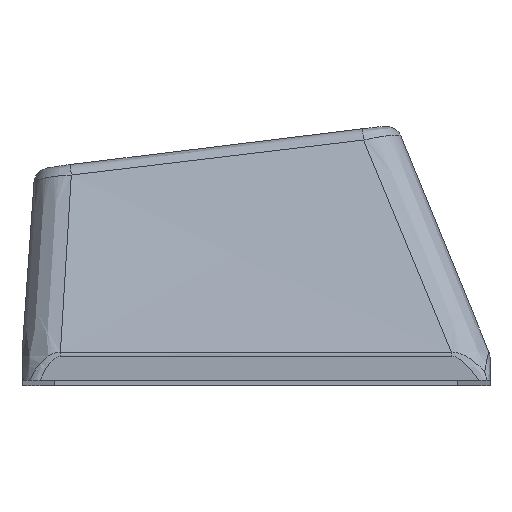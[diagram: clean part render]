
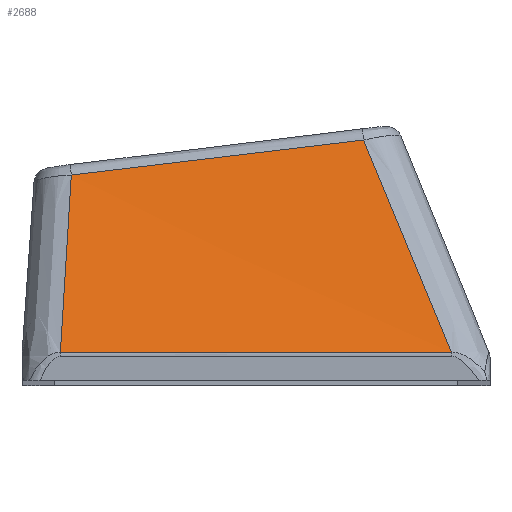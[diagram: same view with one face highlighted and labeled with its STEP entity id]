
A CAD part, top view. The second image highlights one B-rep face of the part: STEP entity #2688.
In plain terms, the highlighted free-form (B-spline) face has degree [3, 1] with [6, 2] control points.
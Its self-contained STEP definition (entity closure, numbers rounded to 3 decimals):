
#15 = CARTESIAN_POINT ( 'NONE',  ( -7.525, 0.079, 56.473 ) ) ;
#34 = B_SPLINE_CURVE_WITH_KNOTS ( 'NONE', 3,
 ( #452, #759, #4004, #1750, #1143, #825, #1788, #256, #1204, #2802, #2497, #3426, #1508 ),
 .UNSPECIFIED., .F., .F.,
 ( 4, 3, 3, 3, 4 ),
 ( 0., 0.001, 0.004, 0.006, 0.007 ),
 .UNSPECIFIED. ) ;
#220 = EDGE_CURVE ( 'NONE', #556, #3912, #34, .T. ) ;
#256 = CARTESIAN_POINT ( 'NONE',  ( -7.376, 2.454, 55.659 ) ) ;
#258 = CARTESIAN_POINT ( 'NONE',  ( 7.521, 0.068, 56.481 ) ) ;
#288 = CARTESIAN_POINT ( 'NONE',  ( -6.525, 0.078, 56.474 ) ) ;
#299 = CARTESIAN_POINT ( 'NONE',  ( -3.87, 7.72, 54. ) ) ;
#366 = CARTESIAN_POINT ( 'NONE',  ( -2.525, 0.075, 56.476 ) ) ;
#452 = CARTESIAN_POINT ( 'NONE',  ( -7.105, 6.904, 54.143 ) ) ;
#498 = CARTESIAN_POINT ( 'NONE',  ( 4.771, 6.723, 54.566 ) ) ;
#547 = EDGE_CURVE ( 'NONE', #1315, #556, #3382, .T. ) ;
#556 = VERTEX_POINT ( 'NONE', #1542 ) ;
#569 = CARTESIAN_POINT ( 'NONE',  ( 7.521, 0.068, 56.481 ) ) ;
#573 = CARTESIAN_POINT ( 'NONE',  ( -7.105, 6.904, 54.143 ) ) ;
#619 = CARTESIAN_POINT ( 'NONE',  ( -3., 0., 56.5 ) ) ;
#635 = B_SPLINE_CURVE_WITH_KNOTS ( 'NONE', 3,
 ( #1007, #1967, #1302, #288, #1328, #1578, #366, #3513, #3868, #2566, #1264, #1658, #2529 ),
 .UNSPECIFIED., .F., .F.,
 ( 4, 3, 3, 3, 4 ),
 ( 0., 0.001, 0.005, 0.01, 0.015 ),
 .UNSPECIFIED. ) ;
#759 = CARTESIAN_POINT ( 'NONE',  ( -7.119, 6.667, 54.224 ) ) ;
#825 = CARTESIAN_POINT ( 'NONE',  ( -7.266, 4.224, 55.055 ) ) ;
#839 = VERTEX_POINT ( 'NONE', #569 ) ;
#959 = CARTESIAN_POINT ( 'NONE',  ( 9., 0., 56.5 ) ) ;
#1005 = CARTESIAN_POINT ( 'NONE',  ( 0.762, 8.288, 54. ) ) ;
#1007 = CARTESIAN_POINT ( 'NONE',  ( -7.525, 0.079, 56.473 ) ) ;
#1143 = CARTESIAN_POINT ( 'NONE',  ( -7.206, 5.209, 54.719 ) ) ;
#1204 = CARTESIAN_POINT ( 'NONE',  ( -7.425, 1.669, 55.928 ) ) ;
#1216 = CARTESIAN_POINT ( 'NONE',  ( -6.653, 6.957, 54.142 ) ) ;
#1242 = CARTESIAN_POINT ( 'NONE',  ( 6.667, 2.137, 55.887 ) ) ;
#1264 = CARTESIAN_POINT ( 'NONE',  ( 4.172, 0.07, 56.479 ) ) ;
#1279 = CARTESIAN_POINT ( 'NONE',  ( 6., 0., 56.5 ) ) ;
#1297 = FACE_OUTER_BOUND ( 'NONE', #3193, .T. ) ;
#1302 = CARTESIAN_POINT ( 'NONE',  ( -6.859, 0.078, 56.473 ) ) ;
#1315 = VERTEX_POINT ( 'NONE', #1843 ) ;
#1328 = CARTESIAN_POINT ( 'NONE',  ( -5.192, 0.077, 56.474 ) ) ;
#1479 = CARTESIAN_POINT ( 'NONE',  ( -1.5, 7.572, 54.134 ) ) ;
#1508 = CARTESIAN_POINT ( 'NONE',  ( -7.525, 0.079, 56.473 ) ) ;
#1542 = CARTESIAN_POINT ( 'NONE',  ( -7.105, 6.904, 54.143 ) ) ;
#1578 = CARTESIAN_POINT ( 'NONE',  ( -3.859, 0.076, 56.475 ) ) ;
#1658 = CARTESIAN_POINT ( 'NONE',  ( 5.847, 0.069, 56.48 ) ) ;
#1715 = EDGE_CURVE ( 'NONE', #839, #1315, #3695, .T. ) ;
#1750 = CARTESIAN_POINT ( 'NONE',  ( -7.147, 6.195, 54.384 ) ) ;
#1788 = CARTESIAN_POINT ( 'NONE',  ( -7.327, 3.24, 55.391 ) ) ;
#1810 = EDGE_CURVE ( 'NONE', #3912, #839, #635, .T. ) ;
#1843 = CARTESIAN_POINT ( 'NONE',  ( 4.139, 8.249, 54.125 ) ) ;
#1967 = CARTESIAN_POINT ( 'NONE',  ( -7.192, 0.079, 56.473 ) ) ;
#2098 = CARTESIAN_POINT ( 'NONE',  ( 4.455, 7.486, 54.346 ) ) ;
#2133 = CARTESIAN_POINT ( 'NONE',  ( -0.057, 7.745, 54.132 ) ) ;
#2431 = CARTESIAN_POINT ( 'NONE',  ( 0.664, 7.832, 54.13 ) ) ;
#2452 = CARTESIAN_POINT ( 'NONE',  ( 4.139, 8.249, 54.125 ) ) ;
#2493 = CARTESIAN_POINT ( 'NONE',  ( 1.822, 7.97, 54.129 ) ) ;
#2497 = CARTESIAN_POINT ( 'NONE',  ( -7.491, 0.615, 56.289 ) ) ;
#2516 = CARTESIAN_POINT ( 'NONE',  ( 5.702, 4.474, 55.215 ) ) ;
#2529 = CARTESIAN_POINT ( 'NONE',  ( 7.521, 0.068, 56.481 ) ) ;
#2545 = CARTESIAN_POINT ( 'NONE',  ( 3.078, 8.573, 54. ) ) ;
#2551 = ORIENTED_EDGE ( 'NONE', *, *, #1810, .T. ) ;
#2564 = CARTESIAN_POINT ( 'NONE',  ( -9., 0., 56.5 ) ) ;
#2566 = CARTESIAN_POINT ( 'NONE',  ( 2.498, 0.071, 56.478 ) ) ;
#2688 = ADVANCED_FACE ( 'NONE', ( #1297 ), #3535, .T. ) ;
#2764 = CARTESIAN_POINT ( 'NONE',  ( 5.087, 5.96, 54.786 ) ) ;
#2776 = CARTESIAN_POINT ( 'NONE',  ( -4.784, 7.18, 54.139 ) ) ;
#2787 = CARTESIAN_POINT ( 'NONE',  ( 7.346, 0.492, 56.359 ) ) ;
#2802 = CARTESIAN_POINT ( 'NONE',  ( -7.474, 0.884, 56.197 ) ) ;
#2804 = CARTESIAN_POINT ( 'NONE',  ( 7.171, 0.916, 56.237 ) ) ;
#2821 = CARTESIAN_POINT ( 'NONE',  ( 6.996, 1.34, 56.115 ) ) ;
#2838 = CARTESIAN_POINT ( 'NONE',  ( -8.502, 7.151, 54. ) ) ;
#2855 = CARTESIAN_POINT ( 'NONE',  ( 3., 0., 56.5 ) ) ;
#2949 = ORIENTED_EDGE ( 'NONE', *, *, #1715, .T. ) ;
#3073 = CARTESIAN_POINT ( 'NONE',  ( 2.981, 8.109, 54.127 ) ) ;
#3193 = EDGE_LOOP ( 'NONE', ( #3938, #2551, #2949, #4027 ) ) ;
#3367 = CARTESIAN_POINT ( 'NONE',  ( 4.139, 8.249, 54.125 ) ) ;
#3382 = B_SPLINE_CURVE_WITH_KNOTS ( 'NONE', 3,
 ( #2452, #3073, #2493, #2431, #2133, #3727, #1479, #3445, #2776, #3763, #1216, #3419, #573 ),
 .UNSPECIFIED., .F., .F.,
 ( 4, 3, 3, 3, 4 ),
 ( 0.001, 0.005, 0.007, 0.012, 0.013 ),
 .UNSPECIFIED. ) ;
#3419 = CARTESIAN_POINT ( 'NONE',  ( -6.879, 6.93, 54.143 ) ) ;
#3426 = CARTESIAN_POINT ( 'NONE',  ( -7.508, 0.347, 56.381 ) ) ;
#3445 = CARTESIAN_POINT ( 'NONE',  ( -3.142, 7.376, 54.136 ) ) ;
#3513 = CARTESIAN_POINT ( 'NONE',  ( -0.851, 0.073, 56.477 ) ) ;
#3535 = B_SPLINE_SURFACE_WITH_KNOTS ( 'NONE', 3, 1, ( 
 ( #2564, #2838 ),
 ( #4116, #3865 ),
 ( #619, #299 ),
 ( #2855, #1005 ),
 ( #1279, #2545 ),
 ( #959, #3554 ) ),
 .UNSPECIFIED., .F., .F., .F.,
 ( 4, 2, 4 ),
 ( 2, 2 ),
 ( 0., 0.5, 1. ),
 ( 0., 1. ),
 .UNSPECIFIED. ) ;
#3554 = CARTESIAN_POINT ( 'NONE',  ( 5.394, 8.857, 54. ) ) ;
#3695 = B_SPLINE_CURVE_WITH_KNOTS ( 'NONE', 3,
 ( #258, #2787, #2804, #2821, #1242, #4100, #4043, #2516, #3792, #2764, #498, #2098, #3367 ),
 .UNSPECIFIED., .F., .F.,
 ( 4, 3, 3, 3, 4 ),
 ( 0., 0.002, 0.004, 0.007, 0.009 ),
 .UNSPECIFIED. ) ;
#3727 = CARTESIAN_POINT ( 'NONE',  ( -0.778, 7.659, 54.133 ) ) ;
#3763 = CARTESIAN_POINT ( 'NONE',  ( -6.427, 6.984, 54.142 ) ) ;
#3792 = CARTESIAN_POINT ( 'NONE',  ( 5.395, 5.217, 55.001 ) ) ;
#3865 = CARTESIAN_POINT ( 'NONE',  ( -6.186, 7.435, 54. ) ) ;
#3868 = CARTESIAN_POINT ( 'NONE',  ( 0.823, 0.072, 56.478 ) ) ;
#3912 = VERTEX_POINT ( 'NONE', #15 ) ;
#3938 = ORIENTED_EDGE ( 'NONE', *, *, #220, .T. ) ;
#4004 = CARTESIAN_POINT ( 'NONE',  ( -7.133, 6.431, 54.304 ) ) ;
#4027 = ORIENTED_EDGE ( 'NONE', *, *, #547, .T. ) ;
#4043 = CARTESIAN_POINT ( 'NONE',  ( 6.009, 3.731, 55.429 ) ) ;
#4100 = CARTESIAN_POINT ( 'NONE',  ( 6.338, 2.934, 55.658 ) ) ;
#4116 = CARTESIAN_POINT ( 'NONE',  ( -6., 0., 56.5 ) ) ;
